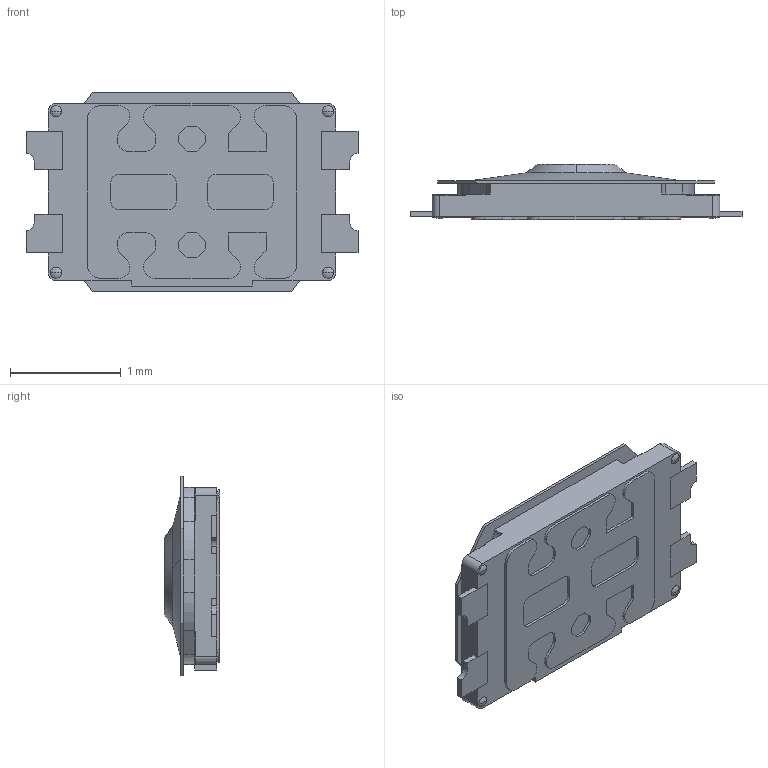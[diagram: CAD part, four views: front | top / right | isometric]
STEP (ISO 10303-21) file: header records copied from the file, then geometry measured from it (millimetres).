
FILE_DESCRIPTION(('FreeCAD Model'),'2;1');
FILE_NAME('EVPBB0AAB000.step', '2020-02-14T15:07:50',('Author'),(''), 'Open CASCADE STEP processor 6.8','FreeCAD','Unknown');
FILE_SCHEMA(('AUTOMOTIVE_DESIGN_CC2 { 1 2 10303 214 -1 1 5 4 }'));
Length unit declared in the file: millimetre
Products named in the file (1): Fusion
Bounding box: 3 x 0.5 x 1.8 mm (x, y, z)
Volume: 1.5 mm3; surface area: 14.1 mm2
Topology: 1 solids, 1 shells, 181 faces, 514 edges, 346 vertices
Faces by surface type: plane 121, cylinder 48, sphere 8, bspline 2, cone 2
Entity records: 18068 total; most frequent: CARTESIAN_POINT 8187, DIRECTION 1732, LINE 1082, VECTOR 1082, ORIENTED_EDGE 1028, PCURVE 1028, DEFINITIONAL_REPRESENTATION 1028, EDGE_CURVE 514
